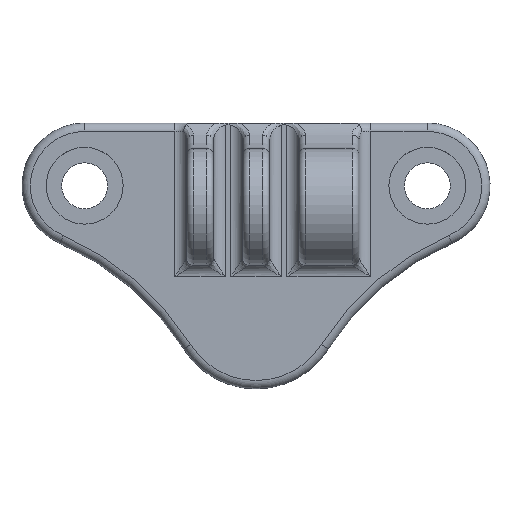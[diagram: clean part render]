
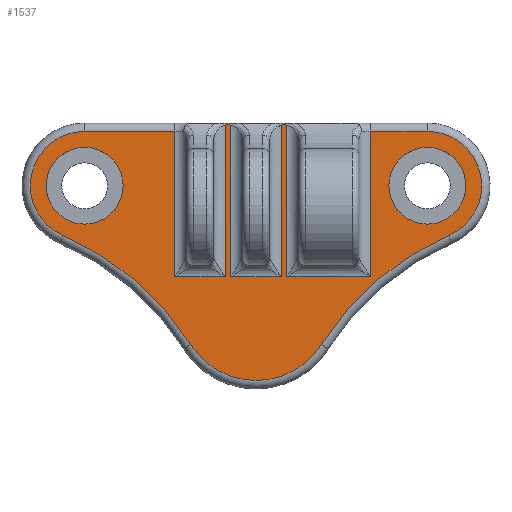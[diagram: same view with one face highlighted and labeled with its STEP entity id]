
A CAD part, top view. The second image highlights one B-rep face of the part: STEP entity #1537.
In plain terms, the highlighted planar face has unit normal (0, 0, 1).
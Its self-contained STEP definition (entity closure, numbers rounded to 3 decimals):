
#51=B_SPLINE_CURVE_WITH_KNOTS('',3,(#2569,#2570,#2571,#2572,#2573,#2574),
 .UNSPECIFIED.,.F.,.F.,(4,2,4),(0.067,0.114,0.115),
 .UNSPECIFIED.);
#52=B_SPLINE_CURVE_WITH_KNOTS('',3,(#2576,#2577,#2578,#2579,#2580,#2581,
#2582,#2583),.UNSPECIFIED.,.F.,.F.,(4,2,2,4),(0.,0.,
0.033,0.04),.UNSPECIFIED.);
#53=B_SPLINE_CURVE_WITH_KNOTS('',3,(#2591,#2592,#2593,#2594,#2595,#2596),
 .UNSPECIFIED.,.F.,.F.,(4,2,4),(0.067,0.114,0.115),
 .UNSPECIFIED.);
#54=B_SPLINE_CURVE_WITH_KNOTS('',3,(#2598,#2599,#2600,#2601,#2602,#2603,
#2604,#2605),.UNSPECIFIED.,.F.,.F.,(4,2,2,4),(0.,0.,
0.033,0.04),.UNSPECIFIED.);
#104=LINE('',#2447,#176);
#105=LINE('',#2475,#177);
#107=LINE('',#2559,#179);
#108=LINE('',#2563,#180);
#109=LINE('',#2565,#181);
#110=LINE('',#2567,#182);
#111=LINE('',#2585,#183);
#112=LINE('',#2587,#184);
#113=LINE('',#2589,#185);
#114=LINE('',#2607,#186);
#115=LINE('',#2608,#187);
#176=VECTOR('',#1973,10.8);
#177=VECTOR('',#2012,6.8);
#179=VECTOR('',#2030,17.4);
#180=VECTOR('',#2035,17.4);
#181=VECTOR('',#2036,10.);
#182=VECTOR('',#2037,18.072);
#183=VECTOR('',#2038,18.072);
#184=VECTOR('',#2039,6.);
#185=VECTOR('',#2040,18.072);
#186=VECTOR('',#2041,18.072);
#187=VECTOR('',#2042,6.);
#233=PLANE('',#1706);
#302=FACE_BOUND('',#469,.T.);
#303=FACE_BOUND('',#470,.T.);
#346=FACE_OUTER_BOUND('',#468,.T.);
#468=EDGE_LOOP('',(#1154,#1155,#1156,#1157,#1158,#1159,#1160,#1161,#1162,
#1163,#1164,#1165,#1166,#1167,#1168,#1169,#1170,#1171,#1172,#1173));
#469=EDGE_LOOP('',(#1174));
#470=EDGE_LOOP('',(#1175));
#594=CIRCLE('',#1680,6.5);
#597=CIRCLE('',#1684,33.842);
#600=CIRCLE('',#1688,9.26);
#602=CIRCLE('',#1691,33.842);
#604=CIRCLE('',#1694,6.5);
#611=CIRCLE('',#1707,4.6);
#612=CIRCLE('',#1708,4.6);
#707=VERTEX_POINT('',#2440);
#710=VERTEX_POINT('',#2445);
#712=VERTEX_POINT('',#2450);
#713=VERTEX_POINT('',#2455);
#714=VERTEX_POINT('',#2460);
#715=VERTEX_POINT('',#2464);
#716=VERTEX_POINT('',#2468);
#718=VERTEX_POINT('',#2473);
#726=VERTEX_POINT('',#2558);
#727=VERTEX_POINT('',#2562);
#728=VERTEX_POINT('',#2564);
#729=VERTEX_POINT('',#2566);
#730=VERTEX_POINT('',#2568);
#731=VERTEX_POINT('',#2575);
#732=VERTEX_POINT('',#2584);
#733=VERTEX_POINT('',#2586);
#734=VERTEX_POINT('',#2588);
#735=VERTEX_POINT('',#2590);
#736=VERTEX_POINT('',#2597);
#737=VERTEX_POINT('',#2606);
#738=VERTEX_POINT('',#2609);
#739=VERTEX_POINT('',#2611);
#856=EDGE_CURVE('',#710,#707,#104,.T.);
#858=EDGE_CURVE('',#712,#710,#594,.T.);
#861=EDGE_CURVE('',#713,#712,#597,.T.);
#864=EDGE_CURVE('',#714,#713,#600,.T.);
#866=EDGE_CURVE('',#715,#714,#602,.T.);
#868=EDGE_CURVE('',#716,#715,#604,.T.);
#870=EDGE_CURVE('',#718,#716,#105,.T.);
#883=EDGE_CURVE('',#707,#726,#107,.T.);
#885=EDGE_CURVE('',#727,#718,#108,.T.);
#886=EDGE_CURVE('',#728,#727,#109,.T.);
#887=EDGE_CURVE('',#729,#728,#110,.T.);
#888=EDGE_CURVE('',#730,#729,#51,.T.);
#889=EDGE_CURVE('',#731,#730,#52,.T.);
#890=EDGE_CURVE('',#732,#731,#111,.T.);
#891=EDGE_CURVE('',#733,#732,#112,.T.);
#892=EDGE_CURVE('',#734,#733,#113,.T.);
#893=EDGE_CURVE('',#735,#734,#53,.T.);
#894=EDGE_CURVE('',#736,#735,#54,.T.);
#895=EDGE_CURVE('',#737,#736,#114,.T.);
#896=EDGE_CURVE('',#726,#737,#115,.T.);
#897=EDGE_CURVE('',#738,#738,#611,.T.);
#898=EDGE_CURVE('',#739,#739,#612,.T.);
#1154=ORIENTED_EDGE('',*,*,#856,.F.);
#1155=ORIENTED_EDGE('',*,*,#858,.F.);
#1156=ORIENTED_EDGE('',*,*,#861,.F.);
#1157=ORIENTED_EDGE('',*,*,#864,.F.);
#1158=ORIENTED_EDGE('',*,*,#866,.F.);
#1159=ORIENTED_EDGE('',*,*,#868,.F.);
#1160=ORIENTED_EDGE('',*,*,#870,.F.);
#1161=ORIENTED_EDGE('',*,*,#885,.F.);
#1162=ORIENTED_EDGE('',*,*,#886,.F.);
#1163=ORIENTED_EDGE('',*,*,#887,.F.);
#1164=ORIENTED_EDGE('',*,*,#888,.F.);
#1165=ORIENTED_EDGE('',*,*,#889,.F.);
#1166=ORIENTED_EDGE('',*,*,#890,.F.);
#1167=ORIENTED_EDGE('',*,*,#891,.F.);
#1168=ORIENTED_EDGE('',*,*,#892,.F.);
#1169=ORIENTED_EDGE('',*,*,#893,.F.);
#1170=ORIENTED_EDGE('',*,*,#894,.F.);
#1171=ORIENTED_EDGE('',*,*,#895,.F.);
#1172=ORIENTED_EDGE('',*,*,#896,.F.);
#1173=ORIENTED_EDGE('',*,*,#883,.F.);
#1174=ORIENTED_EDGE('',*,*,#897,.T.);
#1175=ORIENTED_EDGE('',*,*,#898,.T.);
#1537=ADVANCED_FACE('',(#346,#302,#303),#233,.T.);
#1680=AXIS2_PLACEMENT_3D('',#2452,#1978,#1979);
#1684=AXIS2_PLACEMENT_3D('',#2457,#1986,#1987);
#1688=AXIS2_PLACEMENT_3D('',#2462,#1994,#1995);
#1691=AXIS2_PLACEMENT_3D('',#2466,#2000,#2001);
#1694=AXIS2_PLACEMENT_3D('',#2470,#2006,#2007);
#1706=AXIS2_PLACEMENT_3D('',#2561,#2033,#2034);
#1707=AXIS2_PLACEMENT_3D('',#2610,#2043,#2044);
#1708=AXIS2_PLACEMENT_3D('',#2612,#2045,#2046);
#1973=DIRECTION('',(1.,0.,0.));
#1978=DIRECTION('center_axis',(0.,0.,-1.));
#1979=DIRECTION('ref_axis',(-0.979,0.202,0.));
#1986=DIRECTION('center_axis',(0.,0.,1.));
#1987=DIRECTION('ref_axis',(0.65,0.76,0.));
#1994=DIRECTION('center_axis',(0.,0.,-1.));
#1995=DIRECTION('ref_axis',(0.,-1.,0.));
#2000=DIRECTION('center_axis',(0.,0.,1.));
#2001=DIRECTION('ref_axis',(-0.65,0.76,0.));
#2006=DIRECTION('center_axis',(0.,0.,-1.));
#2007=DIRECTION('ref_axis',(0.979,0.202,0.));
#2012=DIRECTION('',(1.,0.,0.));
#2030=DIRECTION('',(0.,-1.,0.));
#2033=DIRECTION('center_axis',(0.,0.,1.));
#2034=DIRECTION('ref_axis',(1.,0.,0.));
#2035=DIRECTION('',(0.,1.,0.));
#2036=DIRECTION('',(1.,0.,0.));
#2037=DIRECTION('',(0.,-1.,0.));
#2038=DIRECTION('',(0.,1.,0.));
#2039=DIRECTION('',(1.,0.,0.));
#2040=DIRECTION('',(0.,-1.,0.));
#2041=DIRECTION('',(0.,1.,0.));
#2042=DIRECTION('',(1.,0.,0.));
#2043=DIRECTION('center_axis',(0.,0.,-1.));
#2044=DIRECTION('ref_axis',(-1.,0.,0.));
#2045=DIRECTION('center_axis',(0.,0.,-1.));
#2046=DIRECTION('ref_axis',(1.,0.,0.));
#2440=CARTESIAN_POINT('',(-9.7,6.5,6.));
#2445=CARTESIAN_POINT('',(-20.5,6.5,6.));
#2447=CARTESIAN_POINT('',(10.25,6.5,6.));
#2450=CARTESIAN_POINT('',(-23.069,-5.971,6.));
#2452=CARTESIAN_POINT('Origin',(-20.5,0.,6.));
#2455=CARTESIAN_POINT('',(-7.83,-18.99,6.));
#2457=CARTESIAN_POINT('Origin',(-36.445,-37.057,6.));
#2460=CARTESIAN_POINT('',(7.83,-18.99,6.));
#2462=CARTESIAN_POINT('Origin',(0.,-14.047,6.));
#2464=CARTESIAN_POINT('',(23.069,-5.971,6.));
#2466=CARTESIAN_POINT('Origin',(36.445,-37.057,6.));
#2468=CARTESIAN_POINT('',(20.5,6.5,6.));
#2470=CARTESIAN_POINT('Origin',(20.5,0.,6.));
#2473=CARTESIAN_POINT('',(13.7,6.5,6.));
#2475=CARTESIAN_POINT('',(10.25,6.5,6.));
#2558=CARTESIAN_POINT('',(-9.7,-10.9,6.));
#2559=CARTESIAN_POINT('',(-9.7,-2.718,6.));
#2561=CARTESIAN_POINT('Origin',(0.,-3.247,
6.));
#2562=CARTESIAN_POINT('',(13.7,-10.9,6.));
#2563=CARTESIAN_POINT('',(13.7,-2.718,6.));
#2564=CARTESIAN_POINT('',(3.7,-10.9,6.));
#2565=CARTESIAN_POINT('',(3.35,-10.9,6.));
#2566=CARTESIAN_POINT('',(3.7,7.172,6.));
#2567=CARTESIAN_POINT('',(3.7,-2.718,6.));
#2568=CARTESIAN_POINT('',(3.35,7.373,6.));
#2569=CARTESIAN_POINT('Ctrl Pts',(3.35,7.373,6.));
#2570=CARTESIAN_POINT('Ctrl Pts',(3.487,7.316,6.));
#2571=CARTESIAN_POINT('Ctrl Pts',(3.601,7.246,6.));
#2572=CARTESIAN_POINT('Ctrl Pts',(3.698,7.174,6.));
#2573=CARTESIAN_POINT('Ctrl Pts',(3.699,7.173,6.));
#2574=CARTESIAN_POINT('Ctrl Pts',(3.7,7.172,6.));
#2575=CARTESIAN_POINT('',(3.,7.172,6.));
#2576=CARTESIAN_POINT('Ctrl Pts',(3.,7.172,6.));
#2577=CARTESIAN_POINT('Ctrl Pts',(3.001,7.173,6.));
#2578=CARTESIAN_POINT('Ctrl Pts',(3.002,7.174,6.));
#2579=CARTESIAN_POINT('Ctrl Pts',(3.091,7.24,6.));
#2580=CARTESIAN_POINT('Ctrl Pts',(3.183,7.296,6.));
#2581=CARTESIAN_POINT('Ctrl Pts',(3.304,7.354,6.));
#2582=CARTESIAN_POINT('Ctrl Pts',(3.327,7.364,6.));
#2583=CARTESIAN_POINT('Ctrl Pts',(3.35,7.373,6.));
#2584=CARTESIAN_POINT('',(3.,-10.9,6.));
#2585=CARTESIAN_POINT('',(3.,-2.718,6.));
#2586=CARTESIAN_POINT('',(-3.,-10.9,6.));
#2587=CARTESIAN_POINT('',(0.,-10.9,6.));
#2588=CARTESIAN_POINT('',(-3.,7.172,6.));
#2589=CARTESIAN_POINT('',(-3.,-2.718,6.));
#2590=CARTESIAN_POINT('',(-3.35,7.373,6.));
#2591=CARTESIAN_POINT('Ctrl Pts',(-3.35,7.373,6.));
#2592=CARTESIAN_POINT('Ctrl Pts',(-3.213,7.316,6.));
#2593=CARTESIAN_POINT('Ctrl Pts',(-3.099,7.246,6.));
#2594=CARTESIAN_POINT('Ctrl Pts',(-3.002,7.174,6.));
#2595=CARTESIAN_POINT('Ctrl Pts',(-3.001,7.173,6.));
#2596=CARTESIAN_POINT('Ctrl Pts',(-3.,7.172,6.));
#2597=CARTESIAN_POINT('',(-3.7,7.172,6.));
#2598=CARTESIAN_POINT('Ctrl Pts',(-3.7,7.172,6.));
#2599=CARTESIAN_POINT('Ctrl Pts',(-3.699,7.173,6.));
#2600=CARTESIAN_POINT('Ctrl Pts',(-3.698,7.174,6.));
#2601=CARTESIAN_POINT('Ctrl Pts',(-3.609,7.24,6.));
#2602=CARTESIAN_POINT('Ctrl Pts',(-3.517,7.296,6.));
#2603=CARTESIAN_POINT('Ctrl Pts',(-3.396,7.354,6.));
#2604=CARTESIAN_POINT('Ctrl Pts',(-3.373,7.364,6.));
#2605=CARTESIAN_POINT('Ctrl Pts',(-3.35,7.373,6.));
#2606=CARTESIAN_POINT('',(-3.7,-10.9,6.));
#2607=CARTESIAN_POINT('',(-3.7,-2.718,6.));
#2608=CARTESIAN_POINT('',(-3.35,-10.9,6.));
#2609=CARTESIAN_POINT('',(-15.9,0.,6.));
#2610=CARTESIAN_POINT('Origin',(-20.5,0.,6.));
#2611=CARTESIAN_POINT('',(15.9,0.,6.));
#2612=CARTESIAN_POINT('Origin',(20.5,0.,6.));
